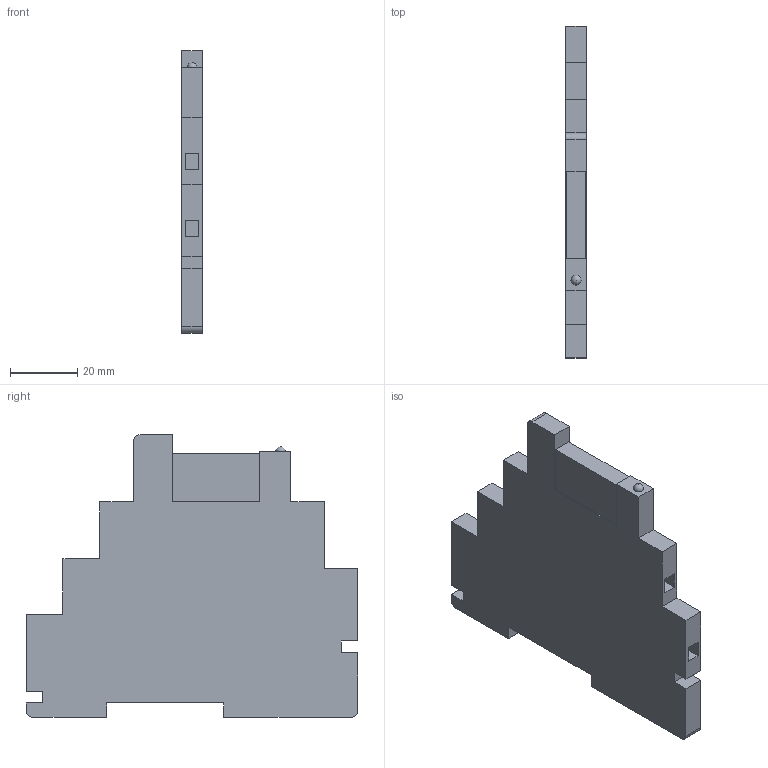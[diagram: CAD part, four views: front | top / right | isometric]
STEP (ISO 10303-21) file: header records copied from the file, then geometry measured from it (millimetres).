
FILE_DESCRIPTION((''),'2;1');
FILE_NAME('PIR6W.stp','2014-08-14T11:05:08',('roland'),(''),'Autodesk Inventor 2013','Autodesk Inventor 2013','');
FILE_SCHEMA(('CONFIG_CONTROL_DESIGN'));
Length unit declared in the file: millimetre
Products named in the file (1): PIR6W
Bounding box: 6.2 x 99 x 84.25 mm (x, y, z)
Volume: 37370.6 mm3; surface area: 15430.2 mm2
Topology: 1 solids, 1 shells, 65 faces, 174 edges, 116 vertices
Faces by surface type: plane 61, cylinder 3, sphere 1
Entity records: 2062 total; most frequent: CARTESIAN_POINT 353, ORIENTED_EDGE 344, DIRECTION 311, EDGE_CURVE 172, VECTOR 165, LINE 165, VERTEX_POINT 115, AXIS2_PLACEMENT_3D 73
